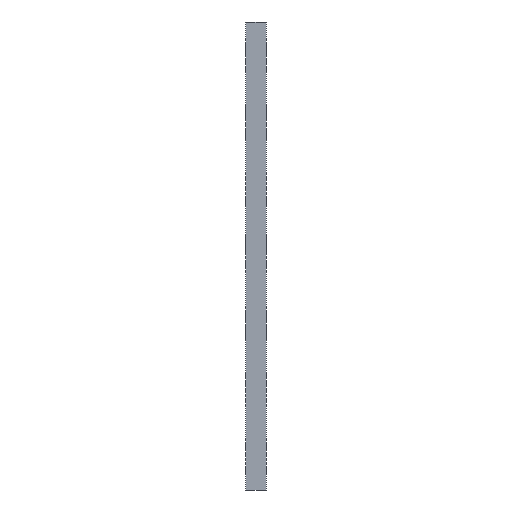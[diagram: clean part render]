
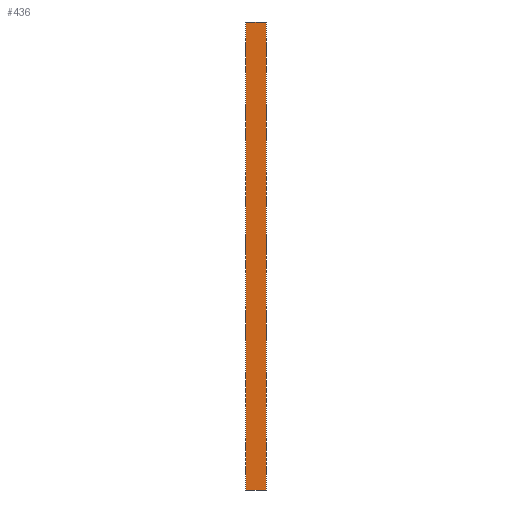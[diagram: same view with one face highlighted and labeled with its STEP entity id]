
A CAD part, left-side view. The second image highlights one B-rep face of the part: STEP entity #436.
In plain terms, the highlighted planar face has unit normal (-1, 0, 0).
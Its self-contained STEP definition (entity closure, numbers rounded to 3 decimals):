
#390 = DIRECTION ( 'NONE',  ( 0., 0., 1. ) ) ;
#417 = VERTEX_POINT ( 'NONE', #3346 ) ;
#427 = CARTESIAN_POINT ( 'NONE',  ( -4., 2.5, -4. ) ) ;
#436 = ADVANCED_FACE ( 'NONE', ( #1482 ), #2149, .F. ) ;
#657 = LINE ( 'NONE', #1014, #800 ) ;
#704 = CARTESIAN_POINT ( 'NONE',  ( -4., 0., -4. ) ) ;
#800 = VECTOR ( 'NONE', #1914, 1000. ) ;
#844 = ORIENTED_EDGE ( 'NONE', *, *, #992, .F. ) ;
#952 = ORIENTED_EDGE ( 'NONE', *, *, #3332, .T. ) ;
#982 = VECTOR ( 'NONE', #390, 1000. ) ;
#992 = EDGE_CURVE ( 'NONE', #1429, #3042, #3824, .T. ) ;
#1014 = CARTESIAN_POINT ( 'NONE',  ( -4., 0., -4. ) ) ;
#1156 = DIRECTION ( 'NONE',  ( 0., -1., 0. ) ) ;
#1429 = VERTEX_POINT ( 'NONE', #2553 ) ;
#1482 = FACE_OUTER_BOUND ( 'NONE', #1646, .T. ) ;
#1560 = ORIENTED_EDGE ( 'NONE', *, *, #2280, .T. ) ;
#1591 = CARTESIAN_POINT ( 'NONE',  ( -4., 0., 52. ) ) ;
#1646 = EDGE_LOOP ( 'NONE', ( #1560, #844, #3032, #952 ) ) ;
#1684 = CARTESIAN_POINT ( 'NONE',  ( -4., 2.5, 52. ) ) ;
#1876 = VERTEX_POINT ( 'NONE', #704 ) ;
#1914 = DIRECTION ( 'NONE',  ( 0., 0., 1. ) ) ;
#2149 = PLANE ( 'NONE',  #3432 ) ;
#2280 = EDGE_CURVE ( 'NONE', #1876, #3042, #657, .T. ) ;
#2295 = CARTESIAN_POINT ( 'NONE',  ( -4., 2.5, -4. ) ) ;
#2460 = VECTOR ( 'NONE', #2922, 1000. ) ;
#2488 = CARTESIAN_POINT ( 'NONE',  ( -4., 2.5, -4. ) ) ;
#2553 = CARTESIAN_POINT ( 'NONE',  ( -4., 2.5, 52. ) ) ;
#2554 = DIRECTION ( 'NONE',  ( 0., 0., -1. ) ) ;
#2699 = VECTOR ( 'NONE', #1156, 1000. ) ;
#2796 = LINE ( 'NONE', #427, #982 ) ;
#2922 = DIRECTION ( 'NONE',  ( 0., -1., 0. ) ) ;
#3032 = ORIENTED_EDGE ( 'NONE', *, *, #3134, .F. ) ;
#3042 = VERTEX_POINT ( 'NONE', #1591 ) ;
#3064 = DIRECTION ( 'NONE',  ( 1., 0., 0. ) ) ;
#3081 = LINE ( 'NONE', #2295, #2699 ) ;
#3134 = EDGE_CURVE ( 'NONE', #417, #1429, #2796, .T. ) ;
#3332 = EDGE_CURVE ( 'NONE', #417, #1876, #3081, .T. ) ;
#3346 = CARTESIAN_POINT ( 'NONE',  ( -4., 2.5, -4. ) ) ;
#3432 = AXIS2_PLACEMENT_3D ( 'NONE', #2488, #3064, #2554 ) ;
#3824 = LINE ( 'NONE', #1684, #2460 ) ;
